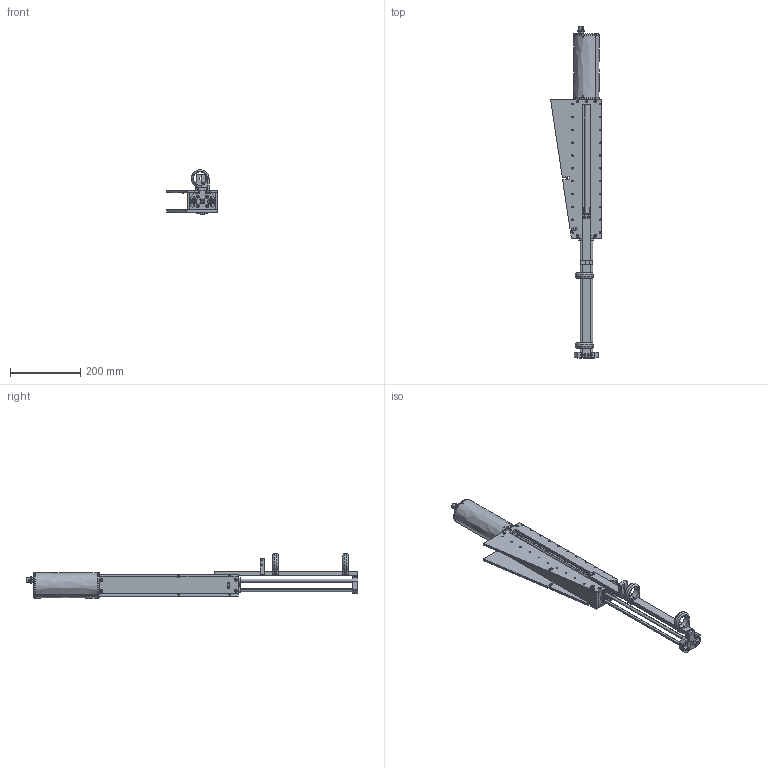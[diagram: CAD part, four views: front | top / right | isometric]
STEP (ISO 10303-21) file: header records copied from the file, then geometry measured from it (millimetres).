
FILE_DESCRIPTION(('FreeCAD Model'),'2;1');
FILE_NAME('Open CASCADE Shape Model','2025-05-03T20:13:12',('FreeCAD'),( 'FreeCAD'),'Open CASCADE STEP processor 7.6','FreeCAD','Unknown');
FILE_SCHEMA(('AUTOMOTIVE_DESIGN { 1 0 10303 214 1 1 1 1 }'));
Products named in the file (1): Open CASCADE STEP translator 7.6 1
Bounding box: 144.57 x 942.76 x 126.14 mm (x, y, z)
Volume: 1667192.2 mm3; surface area: 713341.1 mm2
Topology: 166 solids, 166 shells, 4137 faces, 10204 edges, 6323 vertices
Faces by surface type: bspline 4137
Entity records: 130091 total; most frequent: CARTESIAN_POINT 71312, ORIENTED_EDGE 19852, EDGE_CURVE 9926, B_SPLINE_CURVE_WITH_KNOTS 6676, VERTEX_POINT 6323, FACE_BOUND 4809, EDGE_LOOP 4809, ADVANCED_FACE 4137
